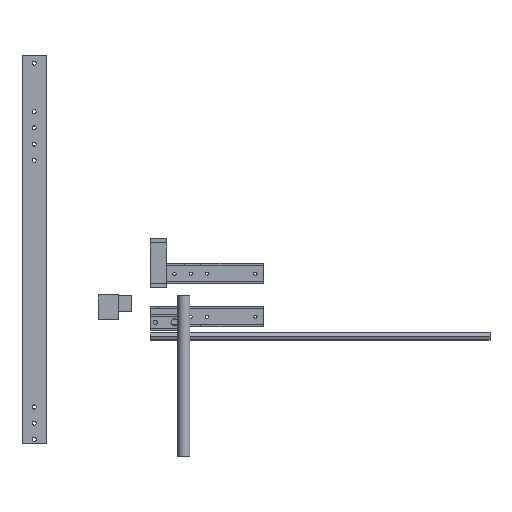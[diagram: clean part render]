
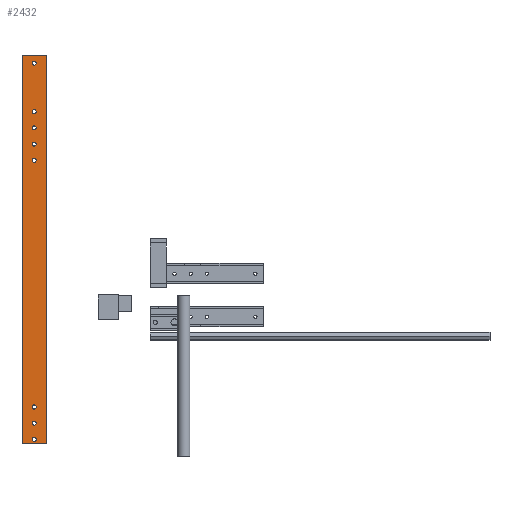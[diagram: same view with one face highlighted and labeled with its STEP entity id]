
A CAD part, top view. The second image highlights one B-rep face of the part: STEP entity #2432.
In plain terms, the highlighted planar face has unit normal (0, 0, 1).
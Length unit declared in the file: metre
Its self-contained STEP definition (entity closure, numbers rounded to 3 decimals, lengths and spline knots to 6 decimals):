
#36=CIRCLE('',#2706,0.003239);
#37=CIRCLE('',#2707,0.003239);
#38=CIRCLE('',#2708,0.003239);
#39=CIRCLE('',#2709,0.003175);
#40=CIRCLE('',#2710,0.003175);
#41=CIRCLE('',#2711,0.003175);
#42=CIRCLE('',#2712,0.003175);
#43=CIRCLE('',#2713,0.003175);
#519=ORIENTED_EDGE('',*,*,#951,.F.);
#520=ORIENTED_EDGE('',*,*,#952,.F.);
#521=ORIENTED_EDGE('',*,*,#953,.F.);
#522=ORIENTED_EDGE('',*,*,#954,.F.);
#523=ORIENTED_EDGE('',*,*,#955,.F.);
#524=ORIENTED_EDGE('',*,*,#956,.F.);
#525=ORIENTED_EDGE('',*,*,#957,.F.);
#526=ORIENTED_EDGE('',*,*,#958,.F.);
#527=ORIENTED_EDGE('',*,*,#941,.F.);
#528=ORIENTED_EDGE('',*,*,#945,.T.);
#529=ORIENTED_EDGE('',*,*,#948,.T.);
#530=ORIENTED_EDGE('',*,*,#950,.F.);
#941=EDGE_CURVE('',#1199,#1200,#1457,.T.);
#945=EDGE_CURVE('',#1199,#1202,#1461,.T.);
#948=EDGE_CURVE('',#1202,#1204,#1464,.T.);
#950=EDGE_CURVE('',#1200,#1204,#1466,.T.);
#951=EDGE_CURVE('',#1205,#1205,#36,.T.);
#952=EDGE_CURVE('',#1206,#1206,#37,.T.);
#953=EDGE_CURVE('',#1207,#1207,#38,.T.);
#954=EDGE_CURVE('',#1208,#1208,#39,.T.);
#955=EDGE_CURVE('',#1209,#1209,#40,.T.);
#956=EDGE_CURVE('',#1210,#1210,#41,.T.);
#957=EDGE_CURVE('',#1211,#1211,#42,.T.);
#958=EDGE_CURVE('',#1212,#1212,#43,.T.);
#1199=VERTEX_POINT('',#3872);
#1200=VERTEX_POINT('',#3874);
#1202=VERTEX_POINT('',#3880);
#1204=VERTEX_POINT('',#3886);
#1205=VERTEX_POINT('',#3893);
#1206=VERTEX_POINT('',#3895);
#1207=VERTEX_POINT('',#3897);
#1208=VERTEX_POINT('',#3899);
#1209=VERTEX_POINT('',#3901);
#1210=VERTEX_POINT('',#3903);
#1211=VERTEX_POINT('',#3905);
#1212=VERTEX_POINT('',#3907);
#1457=LINE('',#3873,#1703);
#1461=LINE('',#3881,#1707);
#1464=LINE('',#3887,#1710);
#1466=LINE('',#3890,#1712);
#1703=VECTOR('',#3187,1.);
#1707=VECTOR('',#3193,1.);
#1710=VECTOR('',#3198,1.);
#1712=VECTOR('',#3202,1.);
#1907=EDGE_LOOP('',(#519));
#1908=EDGE_LOOP('',(#520));
#1909=EDGE_LOOP('',(#521));
#1910=EDGE_LOOP('',(#522));
#1911=EDGE_LOOP('',(#523));
#1912=EDGE_LOOP('',(#524));
#1913=EDGE_LOOP('',(#525));
#1914=EDGE_LOOP('',(#526));
#1915=EDGE_LOOP('',(#527,#528,#529,#530));
#2139=FACE_BOUND('',#1907,.T.);
#2140=FACE_BOUND('',#1908,.T.);
#2141=FACE_BOUND('',#1909,.T.);
#2142=FACE_BOUND('',#1910,.T.);
#2143=FACE_BOUND('',#1911,.T.);
#2144=FACE_BOUND('',#1912,.T.);
#2145=FACE_BOUND('',#1913,.T.);
#2146=FACE_BOUND('',#1914,.T.);
#2147=FACE_BOUND('',#1915,.T.);
#2319=PLANE('',#2705);
#2432=ADVANCED_FACE('',(#2139,#2140,#2141,#2142,#2143,#2144,#2145,#2146,
#2147),#2319,.T.);
#2705=AXIS2_PLACEMENT_3D('',#3891,#3203,#3204);
#2706=AXIS2_PLACEMENT_3D('',#3892,#3205,#3206);
#2707=AXIS2_PLACEMENT_3D('',#3894,#3207,#3208);
#2708=AXIS2_PLACEMENT_3D('',#3896,#3209,#3210);
#2709=AXIS2_PLACEMENT_3D('',#3898,#3211,#3212);
#2710=AXIS2_PLACEMENT_3D('',#3900,#3213,#3214);
#2711=AXIS2_PLACEMENT_3D('',#3902,#3215,#3216);
#2712=AXIS2_PLACEMENT_3D('',#3904,#3217,#3218);
#2713=AXIS2_PLACEMENT_3D('',#3906,#3219,#3220);
#3187=DIRECTION('',(1.,0.,0.));
#3193=DIRECTION('',(0.,-1.,0.));
#3198=DIRECTION('',(1.,0.,0.));
#3202=DIRECTION('',(0.,-1.,0.));
#3203=DIRECTION('',(0.,0.,1.));
#3204=DIRECTION('',(1.,0.,0.));
#3205=DIRECTION('',(0.,0.,1.));
#3206=DIRECTION('',(1.,0.,0.));
#3207=DIRECTION('',(0.,0.,1.));
#3208=DIRECTION('',(1.,0.,0.));
#3209=DIRECTION('',(0.,0.,1.));
#3210=DIRECTION('',(1.,0.,0.));
#3211=DIRECTION('',(0.,0.,1.));
#3212=DIRECTION('',(1.,0.,0.));
#3213=DIRECTION('',(0.,0.,1.));
#3214=DIRECTION('',(1.,0.,0.));
#3215=DIRECTION('',(0.,0.,1.));
#3216=DIRECTION('',(1.,0.,0.));
#3217=DIRECTION('',(0.,0.,1.));
#3218=DIRECTION('',(1.,0.,0.));
#3219=DIRECTION('',(0.,0.,1.));
#3220=DIRECTION('',(1.,0.,0.));
#3872=CARTESIAN_POINT('',(-0.201309,0.37688,0.00635));
#3873=CARTESIAN_POINT('',(-0.182259,0.37688,0.00635));
#3874=CARTESIAN_POINT('',(-0.163209,0.37688,0.00635));
#3880=CARTESIAN_POINT('',(-0.201309,-0.23272,0.00635));
#3881=CARTESIAN_POINT('',(-0.201309,0.07208,0.00635));
#3886=CARTESIAN_POINT('',(-0.163209,-0.23272,0.00635));
#3887=CARTESIAN_POINT('',(-0.182259,-0.23272,0.00635));
#3890=CARTESIAN_POINT('',(-0.163209,0.07208,0.00635));
#3891=CARTESIAN_POINT('',(-0.182259,0.07208,0.00635));
#3892=CARTESIAN_POINT('',(-0.182259,-0.17557,0.00635));
#3893=CARTESIAN_POINT('',(-0.17902,-0.17557,0.00635));
#3894=CARTESIAN_POINT('',(-0.182259,-0.22637,0.00635));
#3895=CARTESIAN_POINT('',(-0.17902,-0.22637,0.00635));
#3896=CARTESIAN_POINT('',(-0.182259,-0.20097,0.00635));
#3897=CARTESIAN_POINT('',(-0.17902,-0.20097,0.00635));
#3898=CARTESIAN_POINT('',(-0.182259,0.36418,0.00635));
#3899=CARTESIAN_POINT('',(-0.179084,0.36418,0.00635));
#3900=CARTESIAN_POINT('',(-0.182259,0.21178,0.00635));
#3901=CARTESIAN_POINT('',(-0.179084,0.21178,0.00635));
#3902=CARTESIAN_POINT('',(-0.182259,0.23718,0.00635));
#3903=CARTESIAN_POINT('',(-0.179084,0.23718,0.00635));
#3904=CARTESIAN_POINT('',(-0.182259,0.26258,0.00635));
#3905=CARTESIAN_POINT('',(-0.179084,0.26258,0.00635));
#3906=CARTESIAN_POINT('',(-0.182259,0.28798,0.00635));
#3907=CARTESIAN_POINT('',(-0.179084,0.28798,0.00635));
